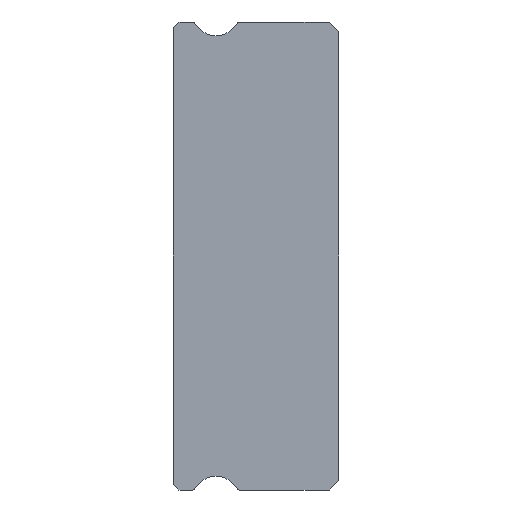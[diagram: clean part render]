
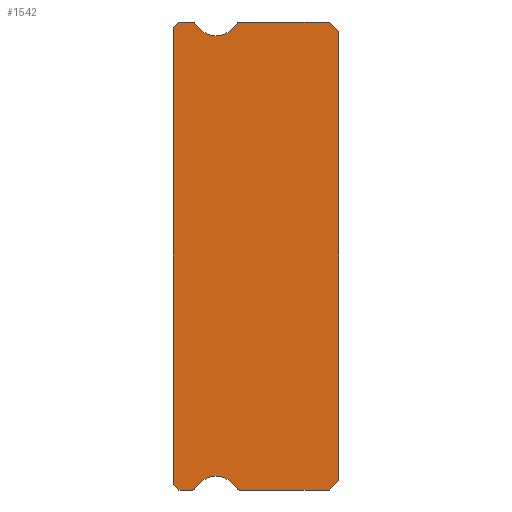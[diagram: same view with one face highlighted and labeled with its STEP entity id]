
A CAD part, left-side view. The second image highlights one B-rep face of the part: STEP entity #1542.
In plain terms, the highlighted planar face has unit normal (-1, 0, 0).
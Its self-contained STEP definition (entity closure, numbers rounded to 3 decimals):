
#6 = DIRECTION ( 'NONE',  ( 1., 0., 0. ) ) ;
#17 = VERTEX_POINT ( 'NONE', #925 ) ;
#33 = EDGE_CURVE ( 'NONE', #597, #340, #269, .T. ) ;
#36 = CARTESIAN_POINT ( 'NONE',  ( -10., 8.2, -12. ) ) ;
#52 = EDGE_CURVE ( 'NONE', #684, #330, #1095, .T. ) ;
#61 = ORIENTED_EDGE ( 'NONE', *, *, #1220, .T. ) ;
#75 = CARTESIAN_POINT ( 'NONE',  ( -10., 8.5, 11.7 ) ) ;
#127 = EDGE_CURVE ( 'NONE', #597, #790, #1438, .T. ) ;
#132 = ORIENTED_EDGE ( 'NONE', *, *, #1274, .F. ) ;
#138 = CARTESIAN_POINT ( 'NONE',  ( -10., 7.512, 11.85 ) ) ;
#150 = LINE ( 'NONE', #322, #2064 ) ;
#166 = ORIENTED_EDGE ( 'NONE', *, *, #52, .F. ) ;
#173 = CARTESIAN_POINT ( 'NONE',  ( -10., 0., -11.5 ) ) ;
#178 = EDGE_CURVE ( 'NONE', #488, #709, #410, .T. ) ;
#184 = EDGE_CURVE ( 'NONE', #1930, #1602, #150, .T. ) ;
#196 = EDGE_CURVE ( 'NONE', #603, #946, #1120, .T. ) ;
#231 = DIRECTION ( 'NONE',  ( 0., 0.707, -0.707 ) ) ;
#244 = EDGE_CURVE ( 'NONE', #2061, #323, #424, .T. ) ;
#249 = DIRECTION ( 'NONE',  ( -1., 0., 0. ) ) ;
#269 = LINE ( 'NONE', #1426, #1998 ) ;
#277 = CIRCLE ( 'NONE', #1683, 1.25 ) ;
#278 = CARTESIAN_POINT ( 'NONE',  ( -10., 7.383, -11.925 ) ) ;
#282 = ORIENTED_EDGE ( 'NONE', *, *, #196, .F. ) ;
#300 = CARTESIAN_POINT ( 'NONE',  ( -10., 8.2, 12. ) ) ;
#301 = DIRECTION ( 'NONE',  ( 0., 0.707, -0.707 ) ) ;
#310 = CARTESIAN_POINT ( 'NONE',  ( -10., 6.3, 12.55 ) ) ;
#317 = VERTEX_POINT ( 'NONE', #1801 ) ;
#322 = CARTESIAN_POINT ( 'NONE',  ( -10., 8.2, -12. ) ) ;
#323 = VERTEX_POINT ( 'NONE', #1966 ) ;
#330 = VERTEX_POINT ( 'NONE', #1186 ) ;
#332 = EDGE_CURVE ( 'NONE', #1281, #603, #1404, .T. ) ;
#340 = VERTEX_POINT ( 'NONE', #1830 ) ;
#359 = CARTESIAN_POINT ( 'NONE',  ( -10., 0.5, 12. ) ) ;
#397 = ORIENTED_EDGE ( 'NONE', *, *, #401, .F. ) ;
#401 = EDGE_CURVE ( 'NONE', #317, #1281, #1873, .T. ) ;
#410 = CIRCLE ( 'NONE', #711, 0.15 ) ;
#424 = CIRCLE ( 'NONE', #1596, 0.15 ) ;
#435 = CARTESIAN_POINT ( 'NONE',  ( -10., 7.512, -12. ) ) ;
#444 = DIRECTION ( 'NONE',  ( 0., -1., 0. ) ) ;
#455 = PLANE ( 'NONE',  #1298 ) ;
#456 = CARTESIAN_POINT ( 'NONE',  ( -10., 7.383, 11.925 ) ) ;
#458 = DIRECTION ( 'NONE',  ( 1., 0., 0. ) ) ;
#483 = DIRECTION ( 'NONE',  ( 0., -0.707, -0.707 ) ) ;
#488 = VERTEX_POINT ( 'NONE', #1060 ) ;
#540 = LINE ( 'NONE', #1668, #1808 ) ;
#591 = DIRECTION ( 'NONE',  ( 0., 0., -1. ) ) ;
#597 = VERTEX_POINT ( 'NONE', #2018 ) ;
#603 = VERTEX_POINT ( 'NONE', #1218 ) ;
#611 = DIRECTION ( 'NONE',  ( 0., 0., 1. ) ) ;
#622 = EDGE_CURVE ( 'NONE', #709, #317, #277, .T. ) ;
#643 = ORIENTED_EDGE ( 'NONE', *, *, #127, .F. ) ;
#673 = EDGE_CURVE ( 'NONE', #488, #17, #2058, .T. ) ;
#684 = VERTEX_POINT ( 'NONE', #278 ) ;
#693 = ORIENTED_EDGE ( 'NONE', *, *, #178, .F. ) ;
#698 = DIRECTION ( 'NONE',  ( 1., 0., 0. ) ) ;
#703 = VECTOR ( 'NONE', #231, 1000. ) ;
#709 = VERTEX_POINT ( 'NONE', #456 ) ;
#711 = AXIS2_PLACEMENT_3D ( 'NONE', #1599, #6, #1611 ) ;
#721 = DIRECTION ( 'NONE',  ( 0., 0., -1. ) ) ;
#739 = DIRECTION ( 'NONE',  ( 0., 0., -1. ) ) ;
#747 = VECTOR ( 'NONE', #1707, 1000. ) ;
#748 = VECTOR ( 'NONE', #444, 1000. ) ;
#790 = VERTEX_POINT ( 'NONE', #1288 ) ;
#813 = DIRECTION ( 'NONE',  ( 0., -1., 0. ) ) ;
#872 = CARTESIAN_POINT ( 'NONE',  ( -10., 6.3, 12.55 ) ) ;
#911 = DIRECTION ( 'NONE',  ( -1., 0., 0. ) ) ;
#923 = AXIS2_PLACEMENT_3D ( 'NONE', #1577, #1253, #960 ) ;
#925 = CARTESIAN_POINT ( 'NONE',  ( -10., 8.2, 12. ) ) ;
#933 = DIRECTION ( 'NONE',  ( 0., 0., -1. ) ) ;
#944 = EDGE_CURVE ( 'NONE', #790, #2061, #540, .T. ) ;
#946 = VERTEX_POINT ( 'NONE', #1866 ) ;
#960 = DIRECTION ( 'NONE',  ( 0., 0., -1. ) ) ;
#966 = LINE ( 'NONE', #2057, #1026 ) ;
#978 = CARTESIAN_POINT ( 'NONE',  ( -10., 5.088, -11.85 ) ) ;
#999 = CARTESIAN_POINT ( 'NONE',  ( -10., 5.088, 11.85 ) ) ;
#1011 = DIRECTION ( 'NONE',  ( 0., -0.707, -0.707 ) ) ;
#1026 = VECTOR ( 'NONE', #611, 1000. ) ;
#1060 = CARTESIAN_POINT ( 'NONE',  ( -10., 7.512, 12. ) ) ;
#1095 = CIRCLE ( 'NONE', #923, 0.15 ) ;
#1098 = ORIENTED_EDGE ( 'NONE', *, *, #1359, .F. ) ;
#1115 = LINE ( 'NONE', #435, #748 ) ;
#1117 = DIRECTION ( 'NONE',  ( 1., 0., 0. ) ) ;
#1120 = LINE ( 'NONE', #1449, #1164 ) ;
#1137 = ORIENTED_EDGE ( 'NONE', *, *, #1505, .F. ) ;
#1147 = VECTOR ( 'NONE', #301, 1000. ) ;
#1164 = VECTOR ( 'NONE', #813, 1000. ) ;
#1186 = CARTESIAN_POINT ( 'NONE',  ( -10., 7.512, -12. ) ) ;
#1187 = ORIENTED_EDGE ( 'NONE', *, *, #332, .F. ) ;
#1218 = CARTESIAN_POINT ( 'NONE',  ( -10., 5.088, 12. ) ) ;
#1220 = EDGE_CURVE ( 'NONE', #17, #2065, #1976, .T. ) ;
#1229 = DIRECTION ( 'NONE',  ( -1., 0., 0. ) ) ;
#1253 = DIRECTION ( 'NONE',  ( 1., 0., 0. ) ) ;
#1267 = EDGE_LOOP ( 'NONE', ( #1137, #1834, #1561, #166, #1098, #2008, #1751, #643, #1282, #132, #282, #1187, #397, #1665, #693, #1984, #61 ) ) ;
#1274 = EDGE_CURVE ( 'NONE', #946, #340, #1985, .T. ) ;
#1281 = VERTEX_POINT ( 'NONE', #1671 ) ;
#1282 = ORIENTED_EDGE ( 'NONE', *, *, #33, .T. ) ;
#1288 = CARTESIAN_POINT ( 'NONE',  ( -10., 0.5, -12. ) ) ;
#1297 = FACE_OUTER_BOUND ( 'NONE', #1267, .T. ) ;
#1298 = AXIS2_PLACEMENT_3D ( 'NONE', #138, #1117, #1898 ) ;
#1326 = DIRECTION ( 'NONE',  ( 0., 1., 0. ) ) ;
#1359 = EDGE_CURVE ( 'NONE', #323, #684, #1941, .T. ) ;
#1404 = CIRCLE ( 'NONE', #1678, 0.15 ) ;
#1426 = CARTESIAN_POINT ( 'NONE',  ( -10., 0., 11.5 ) ) ;
#1438 = LINE ( 'NONE', #173, #1147 ) ;
#1449 = CARTESIAN_POINT ( 'NONE',  ( -10., 7.512, 12. ) ) ;
#1505 = EDGE_CURVE ( 'NONE', #1930, #2065, #966, .T. ) ;
#1520 = CARTESIAN_POINT ( 'NONE',  ( -10., 6.3, -12.55 ) ) ;
#1542 = ADVANCED_FACE ( 'NONE', ( #1297 ), #455, .F. ) ;
#1561 = ORIENTED_EDGE ( 'NONE', *, *, #1766, .T. ) ;
#1577 = CARTESIAN_POINT ( 'NONE',  ( -10., 7.512, -11.85 ) ) ;
#1596 = AXIS2_PLACEMENT_3D ( 'NONE', #978, #458, #933 ) ;
#1599 = CARTESIAN_POINT ( 'NONE',  ( -10., 7.512, 11.85 ) ) ;
#1602 = VERTEX_POINT ( 'NONE', #36 ) ;
#1611 = DIRECTION ( 'NONE',  ( 0., 0., -1. ) ) ;
#1642 = DIRECTION ( 'NONE',  ( 0., 0., -1. ) ) ;
#1663 = CARTESIAN_POINT ( 'NONE',  ( -10., 8.5, 11.7 ) ) ;
#1665 = ORIENTED_EDGE ( 'NONE', *, *, #622, .F. ) ;
#1668 = CARTESIAN_POINT ( 'NONE',  ( -10., 7.512, -12. ) ) ;
#1671 = CARTESIAN_POINT ( 'NONE',  ( -10., 5.217, 11.925 ) ) ;
#1678 = AXIS2_PLACEMENT_3D ( 'NONE', #999, #698, #1642 ) ;
#1683 = AXIS2_PLACEMENT_3D ( 'NONE', #310, #1229, #591 ) ;
#1700 = AXIS2_PLACEMENT_3D ( 'NONE', #872, #249, #721 ) ;
#1707 = DIRECTION ( 'NONE',  ( 0., 1., 0. ) ) ;
#1751 = ORIENTED_EDGE ( 'NONE', *, *, #944, .F. ) ;
#1766 = EDGE_CURVE ( 'NONE', #1602, #330, #1115, .T. ) ;
#1801 = CARTESIAN_POINT ( 'NONE',  ( -10., 6.3, 11.3 ) ) ;
#1808 = VECTOR ( 'NONE', #1326, 1000. ) ;
#1830 = CARTESIAN_POINT ( 'NONE',  ( -10., 0., 11.5 ) ) ;
#1834 = ORIENTED_EDGE ( 'NONE', *, *, #184, .T. ) ;
#1838 = VECTOR ( 'NONE', #1011, 1000. ) ;
#1855 = CARTESIAN_POINT ( 'NONE',  ( -10., 5.088, -12. ) ) ;
#1866 = CARTESIAN_POINT ( 'NONE',  ( -10., 0.5, 12. ) ) ;
#1873 = CIRCLE ( 'NONE', #1700, 1.25 ) ;
#1898 = DIRECTION ( 'NONE',  ( 0., 0., -1. ) ) ;
#1923 = CARTESIAN_POINT ( 'NONE',  ( -10., 8.5, -11.7 ) ) ;
#1930 = VERTEX_POINT ( 'NONE', #1923 ) ;
#1941 = CIRCLE ( 'NONE', #2001, 1.25 ) ;
#1966 = CARTESIAN_POINT ( 'NONE',  ( -10., 5.217, -11.925 ) ) ;
#1976 = LINE ( 'NONE', #1663, #703 ) ;
#1984 = ORIENTED_EDGE ( 'NONE', *, *, #673, .T. ) ;
#1985 = LINE ( 'NONE', #359, #1838 ) ;
#1998 = VECTOR ( 'NONE', #2062, 1000. ) ;
#2001 = AXIS2_PLACEMENT_3D ( 'NONE', #1520, #911, #739 ) ;
#2008 = ORIENTED_EDGE ( 'NONE', *, *, #244, .F. ) ;
#2018 = CARTESIAN_POINT ( 'NONE',  ( -10., 0., -11.5 ) ) ;
#2057 = CARTESIAN_POINT ( 'NONE',  ( -10., 8.5, 11.85 ) ) ;
#2058 = LINE ( 'NONE', #300, #747 ) ;
#2061 = VERTEX_POINT ( 'NONE', #1855 ) ;
#2062 = DIRECTION ( 'NONE',  ( 0., 0., 1. ) ) ;
#2064 = VECTOR ( 'NONE', #483, 1000. ) ;
#2065 = VERTEX_POINT ( 'NONE', #75 ) ;
